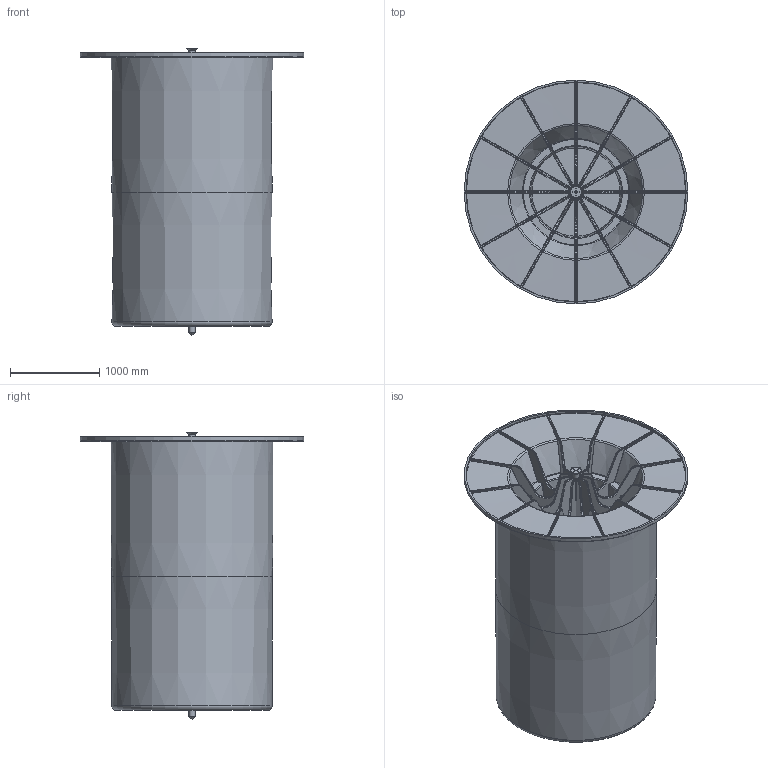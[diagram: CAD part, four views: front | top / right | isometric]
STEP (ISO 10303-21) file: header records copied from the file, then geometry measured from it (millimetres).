
FILE_DESCRIPTION(/* description */ (''),/* implementation_level */ '2;1');
FILE_NAME(/* name */ '21401.070X_3D.stp',/* time_stamp */ '2024-12-12T08:16:47+01:00',/* author */ ('CAD'),/* organization */ (''),/* preprocessor_version */ 'ST-DEVELOPER v20',/* originating_system */ 'AutoCAD Mechanical',/* authorisation */ '');
FILE_SCHEMA (('AUTOMOTIVE_DESIGN { 1 0 10303 214 3 1 1 }'));
Length unit declared in the file: centimetre
Products named in the file (2): Product; *S0
Assembly tree (1 placements, depth 2):
  Product
    *S0
Bounding box: 2500 x 2500 x 3213.12 mm (x, y, z)
Volume: 5754625089.7 mm3; surface area: 54432937.3 mm2
Topology: 4 solids, 4 shells, 887 faces, 2074 edges, 1199 vertices
Faces by surface type: bspline 348, cylinder 247, plane 148, torus 68, cone 64, sphere 12
Full cylindrical faces by diameter (mm): 70 x2, 120 x1, 730 x2, 1180 x1
Entity records: 35656 total; most frequent: CARTESIAN_POINT 17001, ORIENTED_EDGE 4146, DIRECTION 3510, EDGE_CURVE 2073, AXIS2_PLACEMENT_3D 1470, VERTEX_POINT 1199, EDGE_LOOP 898, FACE_OUTER_BOUND 887
